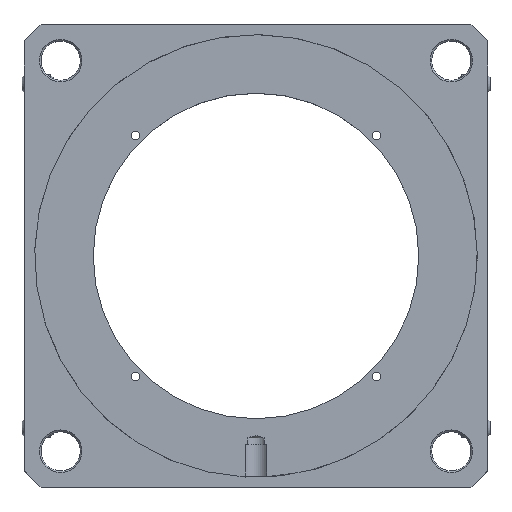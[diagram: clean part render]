
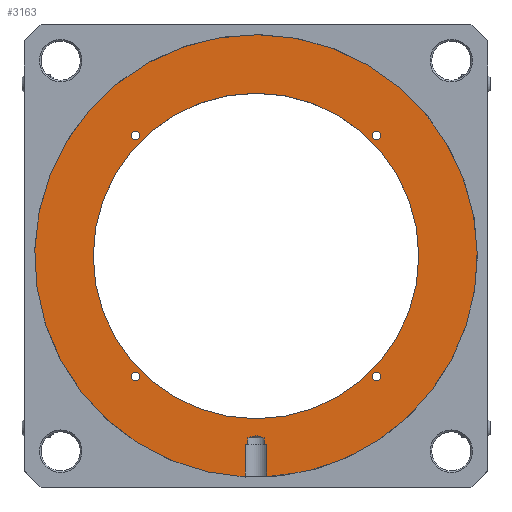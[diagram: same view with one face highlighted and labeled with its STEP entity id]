
A CAD part, top view. The second image highlights one B-rep face of the part: STEP entity #3163.
In plain terms, the highlighted planar face has unit normal (0, 0, 1).
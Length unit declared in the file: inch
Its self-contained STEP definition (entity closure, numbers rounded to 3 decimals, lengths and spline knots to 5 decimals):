
#143=(
BOUNDED_CURVE()
B_SPLINE_CURVE(2,(#4694,#4695,#4696),.UNSPECIFIED.,.F.,.F.)
B_SPLINE_CURVE_WITH_KNOTS((3,3),(0.,0.25469),.UNSPECIFIED.)
CURVE()
GEOMETRIC_REPRESENTATION_ITEM()
RATIONAL_B_SPLINE_CURVE((1.,1.5,1.))
REPRESENTATION_ITEM('')
);
#144=LINE('',#4688,#414);
#145=LINE('',#4690,#415);
#146=LINE('',#4692,#416);
#147=LINE('',#4698,#417);
#148=LINE('',#4700,#418);
#149=LINE('',#4701,#419);
#414=VECTOR('',#3754,0.19697);
#415=VECTOR('',#3755,0.01734);
#416=VECTOR('',#3756,0.04);
#417=VECTOR('',#3757,0.04);
#418=VECTOR('',#3758,0.01734);
#419=VECTOR('',#3759,0.19697);
#684=PLANE('',#3405);
#847=FACE_BOUND('',#1204,.T.);
#848=FACE_BOUND('',#1205,.T.);
#849=FACE_BOUND('',#1206,.T.);
#850=FACE_BOUND('',#1207,.T.);
#851=FACE_BOUND('',#1208,.T.);
#977=FACE_OUTER_BOUND('',#1203,.T.);
#1203=EDGE_LOOP('',(#2343,#2344,#2345,#2346,#2347,#2348,#2349,#2350));
#1204=EDGE_LOOP('',(#2351));
#1205=EDGE_LOOP('',(#2352));
#1206=EDGE_LOOP('',(#2353));
#1207=EDGE_LOOP('',(#2354));
#1208=EDGE_LOOP('',(#2355));
#1542=CIRCLE('',#3389,0.026);
#1544=CIRCLE('',#3392,0.026);
#1546=CIRCLE('',#3395,0.026);
#1548=CIRCLE('',#3398,0.026);
#1550=CIRCLE('',#3401,0.98425);
#1552=CIRCLE('',#3404,1.33858);
#1649=VERTEX_POINT('',#4644);
#1651=VERTEX_POINT('',#4649);
#1653=VERTEX_POINT('',#4654);
#1655=VERTEX_POINT('',#4659);
#1657=VERTEX_POINT('',#4664);
#1659=VERTEX_POINT('',#4669);
#1660=VERTEX_POINT('',#4670);
#1661=VERTEX_POINT('',#4687);
#1662=VERTEX_POINT('',#4689);
#1663=VERTEX_POINT('',#4691);
#1664=VERTEX_POINT('',#4693);
#1665=VERTEX_POINT('',#4697);
#1666=VERTEX_POINT('',#4699);
#1936=EDGE_CURVE('',#1649,#1649,#1542,.T.);
#1938=EDGE_CURVE('',#1651,#1651,#1544,.T.);
#1940=EDGE_CURVE('',#1653,#1653,#1546,.T.);
#1942=EDGE_CURVE('',#1655,#1655,#1548,.T.);
#1944=EDGE_CURVE('',#1657,#1657,#1550,.T.);
#1947=EDGE_CURVE('',#1659,#1660,#1552,.T.);
#1948=EDGE_CURVE('',#1661,#1659,#144,.T.);
#1949=EDGE_CURVE('',#1662,#1661,#145,.T.);
#1950=EDGE_CURVE('',#1663,#1662,#146,.T.);
#1951=EDGE_CURVE('',#1664,#1663,#143,.T.);
#1952=EDGE_CURVE('',#1665,#1664,#147,.T.);
#1953=EDGE_CURVE('',#1666,#1665,#148,.T.);
#1954=EDGE_CURVE('',#1660,#1666,#149,.T.);
#2343=ORIENTED_EDGE('',*,*,#1948,.F.);
#2344=ORIENTED_EDGE('',*,*,#1949,.F.);
#2345=ORIENTED_EDGE('',*,*,#1950,.F.);
#2346=ORIENTED_EDGE('',*,*,#1951,.F.);
#2347=ORIENTED_EDGE('',*,*,#1952,.F.);
#2348=ORIENTED_EDGE('',*,*,#1953,.F.);
#2349=ORIENTED_EDGE('',*,*,#1954,.F.);
#2350=ORIENTED_EDGE('',*,*,#1947,.F.);
#2351=ORIENTED_EDGE('',*,*,#1936,.T.);
#2352=ORIENTED_EDGE('',*,*,#1938,.T.);
#2353=ORIENTED_EDGE('',*,*,#1940,.T.);
#2354=ORIENTED_EDGE('',*,*,#1942,.T.);
#2355=ORIENTED_EDGE('',*,*,#1944,.T.);
#3163=ADVANCED_FACE('',(#977,#847,#848,#849,#850,#851),#684,.T.);
#3389=AXIS2_PLACEMENT_3D('',#4645,#3720,#3721);
#3392=AXIS2_PLACEMENT_3D('',#4650,#3726,#3727);
#3395=AXIS2_PLACEMENT_3D('',#4655,#3732,#3733);
#3398=AXIS2_PLACEMENT_3D('',#4660,#3738,#3739);
#3401=AXIS2_PLACEMENT_3D('',#4665,#3744,#3745);
#3404=AXIS2_PLACEMENT_3D('',#4685,#3750,#3751);
#3405=AXIS2_PLACEMENT_3D('',#4686,#3752,#3753);
#3720=DIRECTION('center_axis',(0.,0.,-1.));
#3721=DIRECTION('ref_axis',(1.,0.,0.));
#3726=DIRECTION('center_axis',(0.,0.,-1.));
#3727=DIRECTION('ref_axis',(1.,0.,0.));
#3732=DIRECTION('center_axis',(0.,0.,-1.));
#3733=DIRECTION('ref_axis',(1.,0.,0.));
#3738=DIRECTION('center_axis',(0.,0.,-1.));
#3739=DIRECTION('ref_axis',(1.,0.,0.));
#3744=DIRECTION('center_axis',(0.,0.,-1.));
#3745=DIRECTION('ref_axis',(-1.,0.,0.));
#3750=DIRECTION('center_axis',(0.,0.,-1.));
#3751=DIRECTION('ref_axis',(-1.,0.,0.));
#3752=DIRECTION('center_axis',(0.,0.,1.));
#3753=DIRECTION('ref_axis',(1.,0.,0.));
#3754=DIRECTION('',(0.,-1.,0.));
#3755=DIRECTION('',(-1.,0.,0.));
#3756=DIRECTION('',(0.,-1.,0.));
#3757=DIRECTION('',(0.,1.,0.));
#3758=DIRECTION('',(-1.,0.,0.));
#3759=DIRECTION('',(0.,1.,0.));
#4644=CARTESIAN_POINT('',(-0.7023,-0.7283,0.04331));
#4645=CARTESIAN_POINT('Origin',(-0.7283,-0.7283,0.04331));
#4649=CARTESIAN_POINT('',(0.7543,0.7283,0.04331));
#4650=CARTESIAN_POINT('Origin',(0.7283,0.7283,0.04331));
#4654=CARTESIAN_POINT('',(0.7543,-0.7283,0.04331));
#4655=CARTESIAN_POINT('Origin',(0.7283,-0.7283,0.04331));
#4659=CARTESIAN_POINT('',(-0.7023,0.7283,0.04331));
#4660=CARTESIAN_POINT('Origin',(-0.7283,0.7283,0.04331));
#4664=CARTESIAN_POINT('',(0.98425,0.,0.04331));
#4665=CARTESIAN_POINT('Origin',(0.,0.,0.04331));
#4669=CARTESIAN_POINT('',(-0.06576,-1.33697,0.04331));
#4670=CARTESIAN_POINT('',(0.06576,-1.33697,0.04331));
#4685=CARTESIAN_POINT('Origin',(0.,0.,0.04331));
#4686=CARTESIAN_POINT('Origin',(0.,0.,
0.04331));
#4687=CARTESIAN_POINT('',(-0.06576,-1.14,0.04331));
#4688=CARTESIAN_POINT('',(-0.06576,-1.4,0.04331));
#4689=CARTESIAN_POINT('',(-0.04842,-1.14,0.04331));
#4690=CARTESIAN_POINT('',(0.03248,-1.14,0.04331));
#4691=CARTESIAN_POINT('',(-0.04842,-1.1,0.04331));
#4692=CARTESIAN_POINT('',(-0.04842,-1.4,0.04331));
#4693=CARTESIAN_POINT('',(0.04842,-1.1,0.04331));
#4694=CARTESIAN_POINT('Ctrl Pts',(0.04842,-1.1,0.04331));
#4695=CARTESIAN_POINT('Ctrl Pts',(0.,-1.07832,
0.04331));
#4696=CARTESIAN_POINT('Ctrl Pts',(-0.04842,-1.1,0.04331));
#4697=CARTESIAN_POINT('',(0.04842,-1.14,0.04331));
#4698=CARTESIAN_POINT('',(0.04842,-1.4,0.04331));
#4699=CARTESIAN_POINT('',(0.06576,-1.14,0.04331));
#4700=CARTESIAN_POINT('',(0.03248,-1.14,0.04331));
#4701=CARTESIAN_POINT('',(0.06576,-1.4,0.04331));
